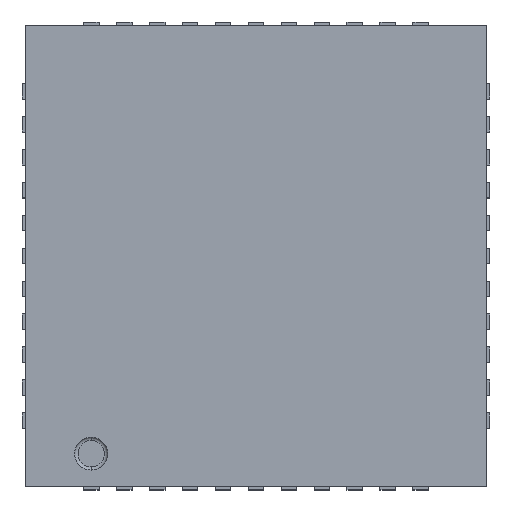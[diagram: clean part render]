
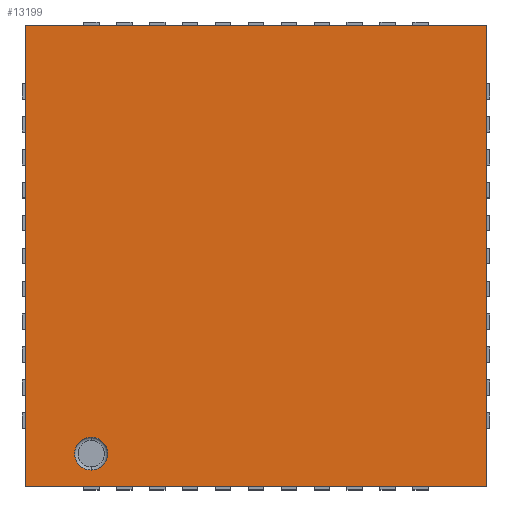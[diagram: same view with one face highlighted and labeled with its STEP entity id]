
A CAD part, top view. The second image highlights one B-rep face of the part: STEP entity #13199.
In plain terms, the highlighted planar face has unit normal (0, 0, 1).
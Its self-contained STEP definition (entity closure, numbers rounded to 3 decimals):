
#13021 = CARTESIAN_POINT ( 'NONE',  ( -2.5, -2.75, 1. ) ) ;
#13022 = VERTEX_POINT ( 'NONE', #13021 ) ;
#13030 = CARTESIAN_POINT ( 'NONE',  ( -2.5, -3.25, 1. ) ) ;
#13031 = VERTEX_POINT ( 'NONE', #13030 ) ;
#13032 = CARTESIAN_POINT ( 'NONE',  ( -2.5, -3., 1. ) ) ;
#13033 = DIRECTION ( 'NONE',  ( 0., 0., 1. ) ) ;
#13034 = DIRECTION ( 'NONE',  ( 0., -1., 0. ) ) ;
#13035 = AXIS2_PLACEMENT_3D ( 'NONE', #13032, #13033, #13034 ) ;
#13036 = CIRCLE ( 'NONE', #13035, 0.25) ;
#13037 = EDGE_CURVE ( 'NONE', #13022, #13031, #13036, .T. ) ;
#13064 = CARTESIAN_POINT ( 'NONE',  ( -3.5, -3.5, 1. ) ) ;
#13065 = VERTEX_POINT ( 'NONE', #13064 ) ;
#13072 = CARTESIAN_POINT ( 'NONE',  ( -3.5, 3.5, 1. ) ) ;
#13073 = VERTEX_POINT ( 'NONE', #13072 ) ;
#13074 = CARTESIAN_POINT ( 'NONE',  ( -3.5, -3.5, 1. ) ) ;
#13075 = DIRECTION ( 'NONE',  ( 0., -1., 0. ) ) ;
#13076 = VECTOR ( 'NONE', #13075, 1000. ) ;
#13077 = LINE ( 'NONE', #13074, #13076 ) ;
#13078 = EDGE_CURVE ( 'NONE', #13073, #13065, #13077, .T. ) ;
#13102 = CARTESIAN_POINT ( 'NONE',  ( 3.5, -3.5, 1. ) ) ;
#13103 = VERTEX_POINT ( 'NONE', #13102 ) ;
#13110 = CARTESIAN_POINT ( 'NONE',  ( 3.5, -3.5, 1. ) ) ;
#13111 = DIRECTION ( 'NONE',  ( 1., 0., 0. ) ) ;
#13112 = VECTOR ( 'NONE', #13111, 1000. ) ;
#13113 = LINE ( 'NONE', #13110, #13112 ) ;
#13114 = EDGE_CURVE ( 'NONE', #13065, #13103, #13113, .T. ) ;
#13133 = CARTESIAN_POINT ( 'NONE',  ( 3.5, 3.5, 1. ) ) ;
#13134 = VERTEX_POINT ( 'NONE', #13133 ) ;
#13141 = CARTESIAN_POINT ( 'NONE',  ( 3.5, -3.5, 1. ) ) ;
#13142 = DIRECTION ( 'NONE',  ( 0., 1., 0. ) ) ;
#13143 = VECTOR ( 'NONE', #13142, 1000. ) ;
#13144 = LINE ( 'NONE', #13141, #13143 ) ;
#13145 = EDGE_CURVE ( 'NONE', #13103, #13134, #13144, .T. ) ;
#13163 = CARTESIAN_POINT ( 'NONE',  ( 3.5, 3.5, 1. ) ) ;
#13164 = DIRECTION ( 'NONE',  ( -1., 0., 0. ) ) ;
#13165 = VECTOR ( 'NONE', #13164, 1000. ) ;
#13166 = LINE ( 'NONE', #13163, #13165 ) ;
#13167 = EDGE_CURVE ( 'NONE', #13134, #13073, #13166, .T. ) ;
#13178 = CARTESIAN_POINT ( 'NONE',  ( -2.5, -3., 1. ) ) ;
#13179 = DIRECTION ( 'NONE',  ( 0., 0., 1. ) ) ;
#13180 = DIRECTION ( 'NONE',  ( 0., -1., 0. ) ) ;
#13181 = AXIS2_PLACEMENT_3D ( 'NONE', #13178, #13179, #13180 ) ;
#13182 = CIRCLE ( 'NONE', #13181, 0.25) ;
#13183 = EDGE_CURVE ( 'NONE', #13031, #13022, #13182, .T. ) ;
#13184 = ORIENTED_EDGE ( 'NONE', *, *, #13183, .F. ) ;
#13185 = ORIENTED_EDGE ( 'NONE', *, *, #13037, .F. ) ;
#13186 = EDGE_LOOP ( 'NONE', ( #13184, #13185 ) ) ;
#13187 = FACE_BOUND ( 'NONE', #13186, .T. ) ;
#13188 = ORIENTED_EDGE ( 'NONE', *, *, #13078, .T. ) ;
#13189 = ORIENTED_EDGE ( 'NONE', *, *, #13114, .T. ) ;
#13190 = ORIENTED_EDGE ( 'NONE', *, *, #13145, .T. ) ;
#13191 = ORIENTED_EDGE ( 'NONE', *, *, #13167, .T. ) ;
#13192 = EDGE_LOOP ( 'NONE', ( #13188, #13189, #13190, #13191 ) ) ;
#13193 = FACE_OUTER_BOUND ( 'NONE', #13192, .T. ) ;
#13194 = CARTESIAN_POINT ( 'NONE',  ( 0., 0., 1. ) ) ;
#13195 = DIRECTION ( 'NONE',  ( 0., 0., 1. ) ) ;
#13196 = DIRECTION ( 'NONE',  ( 0., -1., 0. ) ) ;
#13197 = AXIS2_PLACEMENT_3D ( 'NONE', #13194, #13195, #13196 ) ;
#13198 = PLANE ( 'NONE', #13197 ) ;
#13199 = ADVANCED_FACE ( 'NONE', ( #13187, #13193 ), #13198, .T. ) ;
